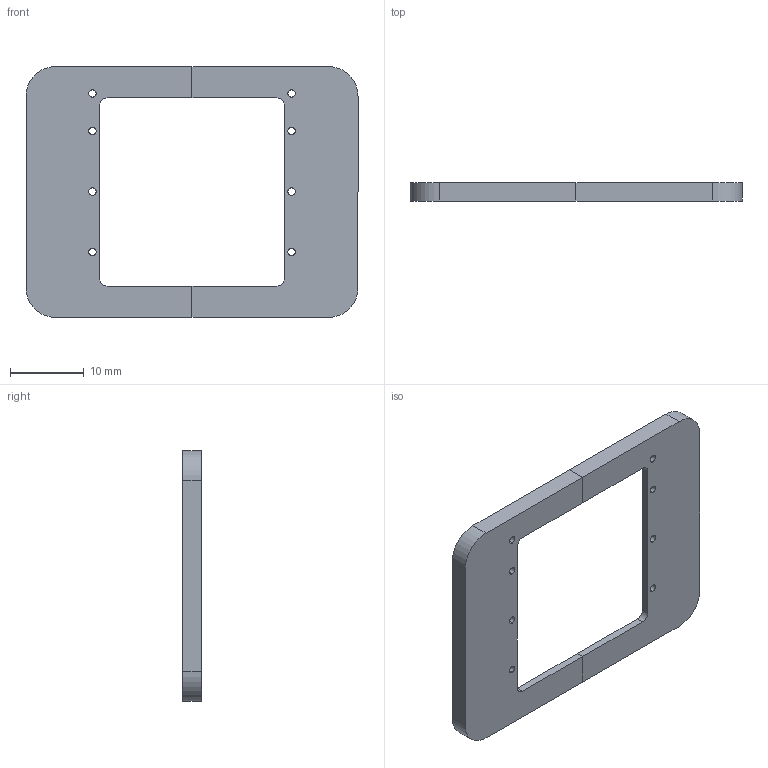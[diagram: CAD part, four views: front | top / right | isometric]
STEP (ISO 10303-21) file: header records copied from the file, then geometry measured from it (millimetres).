
FILE_DESCRIPTION (( 'STEP AP214' ), '1' );
FILE_NAME ('Spacer-Sheet cad 1mm.STEP', '2024-11-07T11:29:07', ( '' ), ( '' ), 'SwSTEP 2.0', 'SolidWorks 2023', '' );
FILE_SCHEMA (( 'AUTOMOTIVE_DESIGN' ));
Length unit declared in the file: millimetre
Products named in the file (1): Spacer-Sheet cad 1mm
Bounding box: 45 x 2.5 x 34 mm (x, y, z)
Volume: 1628.1 mm3; surface area: 2466.9 mm2
Topology: 2 solids, 2 shells, 52 faces, 144 edges, 96 vertices
Faces by surface type: plane 28, cylinder 24
Entity records: 1740 total; most frequent: DIRECTION 298, CARTESIAN_POINT 293, ORIENTED_EDGE 288, EDGE_CURVE 144, AXIS2_PLACEMENT_3D 101, LINE 96, VECTOR 96, VERTEX_POINT 96
